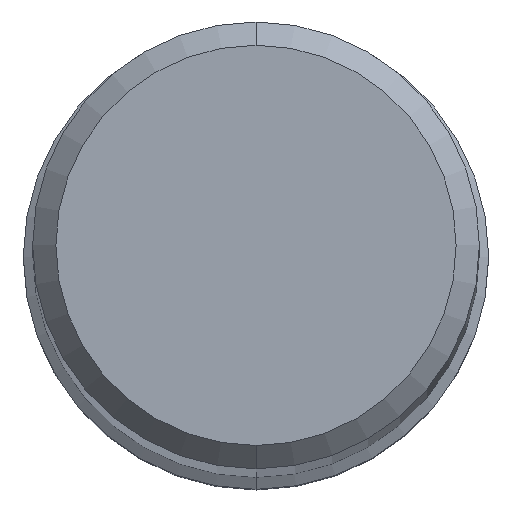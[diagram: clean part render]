
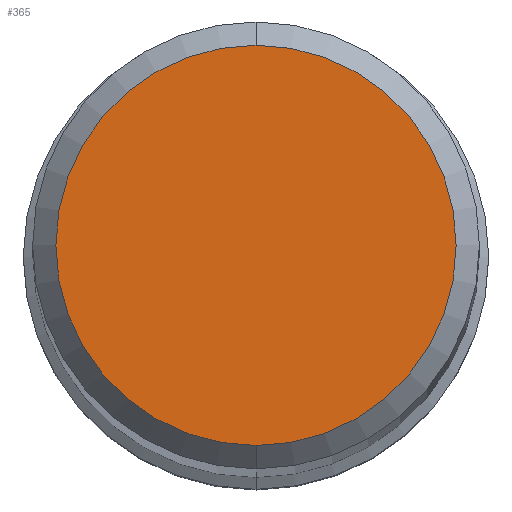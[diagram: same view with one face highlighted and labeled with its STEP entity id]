
A CAD part, top view. The second image highlights one B-rep face of the part: STEP entity #365.
In plain terms, the highlighted planar face has unit normal (0, 0, 1).
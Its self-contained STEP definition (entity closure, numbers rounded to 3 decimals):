
#219=VERTEX_POINT('',#606);
#255=EDGE_CURVE('',#491,#219,#644,.T.);
#365=ADVANCED_FACE('',(#773),#774,.T.);
#471=EDGE_CURVE('',#219,#491,#885,.T.);
#491=VERTEX_POINT('',#908);
#606=CARTESIAN_POINT('',(0.0,4.3,0.0));
#644=CIRCLE('',#1144,4.3);
#773=FACE_OUTER_BOUND('',#1340,.T.);
#774=PLANE('',#1341);
#885=CIRCLE('',#1549,4.3);
#908=CARTESIAN_POINT('',(0.,-4.3,0.0));
#1144=AXIS2_PLACEMENT_3D('',#1829,#1830,#1831);
#1340=EDGE_LOOP('',(#2032,#2033));
#1341=AXIS2_PLACEMENT_3D('',#2034,#2035,#2036);
#1549=AXIS2_PLACEMENT_3D('',#2135,#2136,#2137);
#1829=CARTESIAN_POINT('',(0.0,0.0,0.0));
#1830=DIRECTION('',(0.0,0.0,-1.0));
#1831=DIRECTION('',(0.0,1.0,0.0));
#2032=ORIENTED_EDGE('',*,*,#471,.F.);
#2033=ORIENTED_EDGE('',*,*,#255,.F.);
#2034=CARTESIAN_POINT('',(0.0,2.15,0.0));
#2035=DIRECTION('',(-0.0,0.0,1.0));
#2036=DIRECTION('',(0.0,-1.0,0.0));
#2135=CARTESIAN_POINT('',(0.0,0.0,0.0));
#2136=DIRECTION('',(0.0,0.0,-1.0));
#2137=DIRECTION('',(0.0,1.0,0.0));
